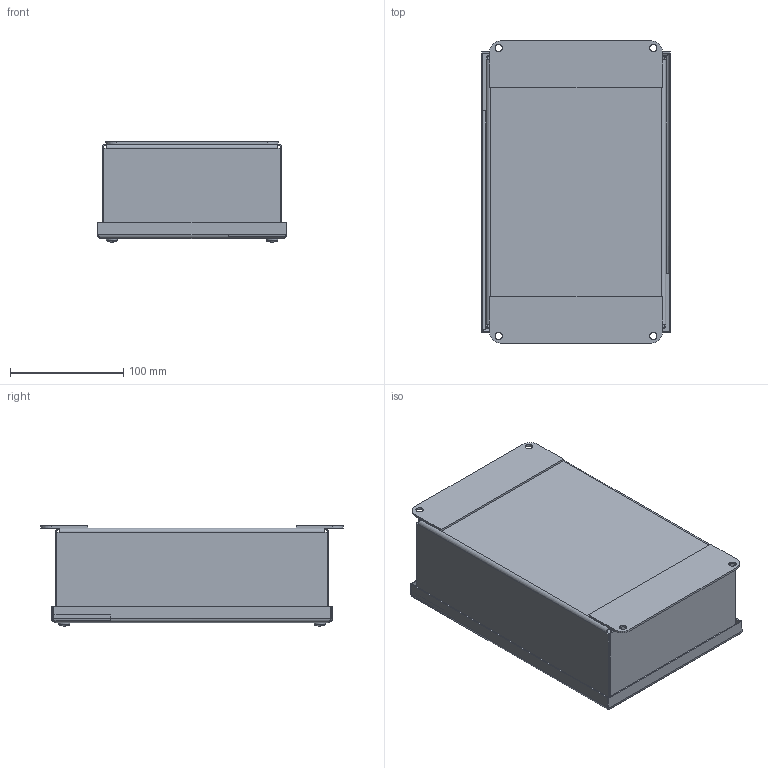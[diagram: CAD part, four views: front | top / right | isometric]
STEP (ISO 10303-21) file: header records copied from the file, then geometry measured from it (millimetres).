
FILE_DESCRIPTION(/* description */ ('LID, PBSS6A, 9.5 X 6.25'),/* implementation_level */ '2;1');
FILE_NAME(/* name */ 'PBSS6A.stp',/* time_stamp */ '2017-01-30T22:58:07+05:00',/* author */ ('mgunasekar'),/* organization */ (''),/* preprocessor_version */ 'ST-DEVELOPER v16.1',/* originating_system */ 'Autodesk Inventor 2016',/* authorisation */ '');
FILE_SCHEMA (('AUTOMOTIVE_DESIGN { 1 0 10303 214 3 1 1 }'));
Length unit declared in the file: inch
Products named in the file (13): PBSS6ALID; 37210; 39077; PBSS6ABKP; 34984; 38832; 32811; 3694; 31817; 3185; 348124; 316243; PBSS6A
Assembly tree (25 placements, depth 2):
  PBSS6A
    PBSS6ALID
    37210  x4
    39077  x4
    PBSS6ABKP
    34984  x4
    38832  x2
    32811  x2
    3694
    31817
    3185
    348124  x2
    316243  x2
Bounding box: 166.69 x 266.7 x 88.41 mm (x, y, z)
Volume: 215280 mm3; surface area: 349708.5 mm2
Topology: 25 solids, 27 shells, 735 faces, 1856 edges, 1182 vertices
Faces by surface type: plane 473, cylinder 154, cone 56, torus 30, bspline 14, sphere 8
Full cylindrical faces by diameter (mm): 3.175 x1, 3.378 x2, 3.556 x2, 3.962 x4, 4.255 x4, 4.826 x4, 4.978 x4, 6.299 x4, 6.35 x7, 6.528 x4, 7.061 x4, 7.137 x4, 7.95 x2, 10.312 x4, 11.506 x4
Entity records: 14378 total; most frequent: CARTESIAN_POINT 2882, DIRECTION 2261, ORIENTED_EDGE 2210, EDGE_CURVE 1105, LINE 791, VECTOR 791, AXIS2_PLACEMENT_3D 735, VERTEX_POINT 714
